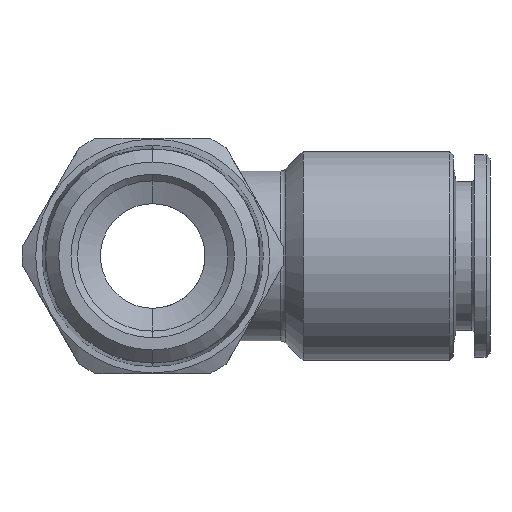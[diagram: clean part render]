
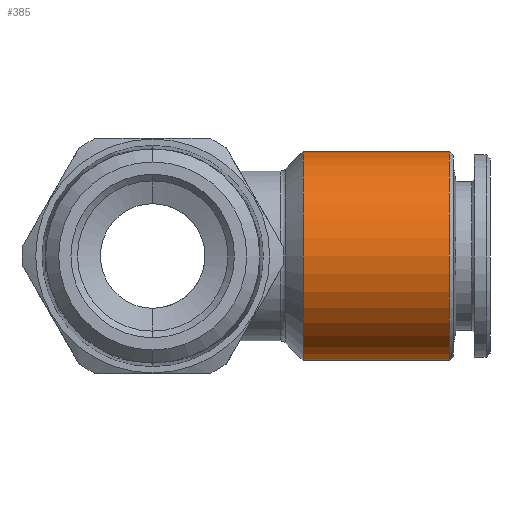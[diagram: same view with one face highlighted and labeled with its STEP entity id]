
A CAD part, front view. The second image highlights one B-rep face of the part: STEP entity #385.
In plain terms, the highlighted cylindrical face has radius 8 mm (diameter 16 mm), a partial arc.
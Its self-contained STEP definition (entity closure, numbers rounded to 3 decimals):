
#385 = ADVANCED_FACE ( 'NONE', ( #2207 ), #2208, .T. ) ;
#386 = EDGE_LOOP ( 'NONE', ( #497, #499, #523, #644 ) ) ;
#497 = ORIENTED_EDGE ( 'NONE', *, *, #4364, .F. ) ;
#499 = ORIENTED_EDGE ( 'NONE', *, *, #643, .T. ) ;
#523 = ORIENTED_EDGE ( 'NONE', *, *, #4350, .T. ) ;
#643 = EDGE_CURVE ( 'NONE', #4328, #4321, #2419, .T. ) ;
#644 = ORIENTED_EDGE ( 'NONE', *, *, #1894, .F. ) ;
#1894 = EDGE_CURVE ( 'NONE', #4381, #4336, #2718, .T. ) ;
#2195 = CARTESIAN_POINT ( 'NONE',  ( 0., 0., 0. ) ) ;
#2196 = AXIS2_PLACEMENT_3D ( 'NONE', #2195, #2198, #2197 ) ;
#2197 = DIRECTION ( 'NONE',  ( 0., 0., 1. ) ) ;
#2198 = DIRECTION ( 'NONE',  ( -1., 0., 0. ) ) ;
#2207 = FACE_OUTER_BOUND ( 'NONE', #386, .T. ) ;
#2208 = CYLINDRICAL_SURFACE ( 'NONE', #2196, 8. ) ;
#2416 = DIRECTION ( 'NONE',  ( 0., 0., 1. ) ) ;
#2417 = DIRECTION ( 'NONE',  ( -1., 0., 0. ) ) ;
#2418 = AXIS2_PLACEMENT_3D ( 'NONE', #2556, #2417, #2416 ) ;
#2419 = CIRCLE ( 'NONE', #2418, 8. ) ;
#2556 = CARTESIAN_POINT ( 'NONE',  ( 22.7, 0., 0. ) ) ;
#2714 = DIRECTION ( 'NONE',  ( 0., 0., -1. ) ) ;
#2715 = DIRECTION ( 'NONE',  ( -1., 0., 0. ) ) ;
#2716 = CARTESIAN_POINT ( 'NONE',  ( 11.5, 0., 0. ) ) ;
#2717 = AXIS2_PLACEMENT_3D ( 'NONE', #2716, #2715, #2714 ) ;
#2718 = CIRCLE ( 'NONE', #2717, 8. ) ;
#3589 = CARTESIAN_POINT ( 'NONE',  ( 22.7, 0., 8. ) ) ;
#3613 = CARTESIAN_POINT ( 'NONE',  ( 11.5, 0., -8. ) ) ;
#3679 = CARTESIAN_POINT ( 'NONE',  ( 11.5, 0., 8. ) ) ;
#3693 = DIRECTION ( 'NONE',  ( -1., 0., 0. ) ) ;
#3694 = VECTOR ( 'NONE', #3693, 1000. ) ;
#3695 = CARTESIAN_POINT ( 'NONE',  ( 0., 0., -8. ) ) ;
#3696 = LINE ( 'NONE', #3695, #3694 ) ;
#3726 = DIRECTION ( 'NONE',  ( -1., 0., 0. ) ) ;
#3727 = VECTOR ( 'NONE', #3726, 1000. ) ;
#3728 = CARTESIAN_POINT ( 'NONE',  ( 0., 0., 8. ) ) ;
#3729 = LINE ( 'NONE', #3728, #3727 ) ;
#3732 = CARTESIAN_POINT ( 'NONE',  ( 22.7, 0., -8. ) ) ;
#4321 = VERTEX_POINT ( 'NONE', #3589 ) ;
#4328 = VERTEX_POINT ( 'NONE', #3732 ) ;
#4336 = VERTEX_POINT ( 'NONE', #3679 ) ;
#4350 = EDGE_CURVE ( 'NONE', #4321, #4336, #3729, .T. ) ;
#4364 = EDGE_CURVE ( 'NONE', #4328, #4381, #3696, .T. ) ;
#4381 = VERTEX_POINT ( 'NONE', #3613 ) ;
